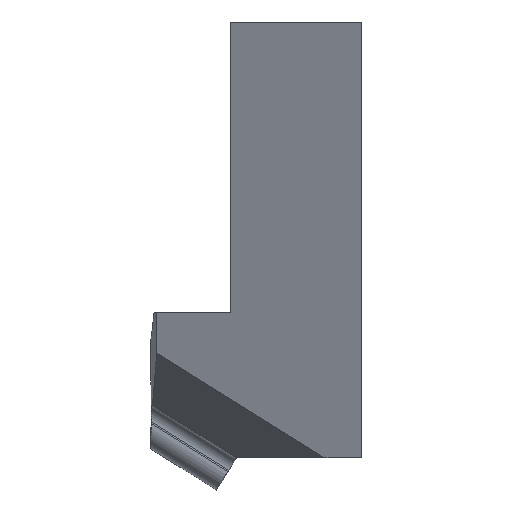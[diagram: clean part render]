
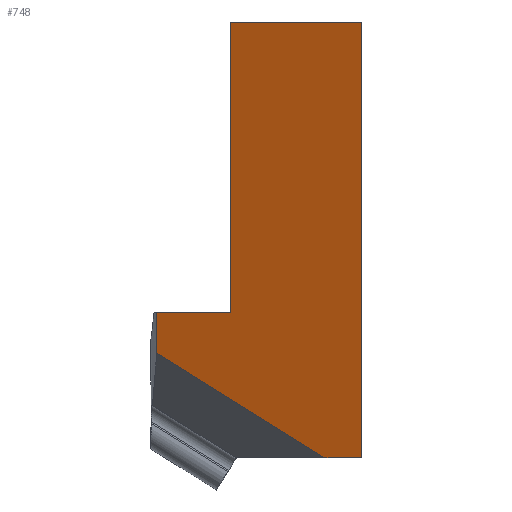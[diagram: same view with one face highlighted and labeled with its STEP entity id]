
A CAD part, left-side view. The second image highlights one B-rep face of the part: STEP entity #748.
In plain terms, the highlighted planar face has unit normal (-0.883, 0.469, 0).
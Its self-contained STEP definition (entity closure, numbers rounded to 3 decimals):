
#45 = CARTESIAN_POINT ( 'NONE',  ( -2.875, 21.811, 5. ) ) ;
#60 = EDGE_CURVE ( 'NONE', #153, #514, #781, .T. ) ;
#76 = CARTESIAN_POINT ( 'NONE',  ( -6.762, 14.501, 15. ) ) ;
#79 = DIRECTION ( 'NONE',  ( 0., 0., 1. ) ) ;
#103 = ORIENTED_EDGE ( 'NONE', *, *, #350, .T. ) ;
#138 = VERTEX_POINT ( 'NONE', #189 ) ;
#153 = VERTEX_POINT ( 'NONE', #919 ) ;
#156 = CARTESIAN_POINT ( 'NONE',  ( -3.019, 21.539, 3.616 ) ) ;
#161 = CARTESIAN_POINT ( 'NONE',  ( -3.019, 21.539, -1.102 ) ) ;
#162 = DIRECTION ( 'NONE',  ( 0.883, -0.469, 0. ) ) ;
#166 = DIRECTION ( 'NONE',  ( 0.469, 0.883, 0. ) ) ;
#174 = ORIENTED_EDGE ( 'NONE', *, *, #566, .F. ) ;
#180 = DIRECTION ( 'NONE',  ( -0.469, -0.883, 0. ) ) ;
#186 = AXIS2_PLACEMENT_3D ( 'NONE', #790, #162, #166 ) ;
#189 = CARTESIAN_POINT ( 'NONE',  ( -4.364, 19.011, 5. ) ) ;
#195 = VERTEX_POINT ( 'NONE', #399 ) ;
#200 = LINE ( 'NONE', #396, #449 ) ;
#217 = EDGE_CURVE ( 'NONE', #138, #699, #678, .T. ) ;
#242 = ORIENTED_EDGE ( 'NONE', *, *, #633, .F. ) ;
#254 = LINE ( 'NONE', #531, #601 ) ;
#280 = CARTESIAN_POINT ( 'NONE',  ( -6.762, 14.501, 0. ) ) ;
#288 = EDGE_CURVE ( 'NONE', #918, #699, #874, .T. ) ;
#336 = DIRECTION ( 'NONE',  ( -0.411, -0.773, -0.483 ) ) ;
#350 = EDGE_CURVE ( 'NONE', #195, #514, #200, .T. ) ;
#361 = PLANE ( 'NONE',  #186 ) ;
#369 = DIRECTION ( 'NONE',  ( 0., 0., 1. ) ) ;
#378 = ORIENTED_EDGE ( 'NONE', *, *, #288, .F. ) ;
#384 = EDGE_CURVE ( 'NONE', #918, #195, #254, .T. ) ;
#396 = CARTESIAN_POINT ( 'NONE',  ( -6.762, 14.501, 0. ) ) ;
#399 = CARTESIAN_POINT ( 'NONE',  ( -6.097, 15.752, 0. ) ) ;
#449 = VECTOR ( 'NONE', #180, 1000. ) ;
#487 = VECTOR ( 'NONE', #79, 1000. ) ;
#501 = VECTOR ( 'NONE', #369, 1000. ) ;
#509 = EDGE_LOOP ( 'NONE', ( #378, #644, #103, #738, #174, #242, #723 ) ) ;
#514 = VERTEX_POINT ( 'NONE', #280 ) ;
#531 = CARTESIAN_POINT ( 'NONE',  ( -3.628, 20.395, 2.901 ) ) ;
#541 = DIRECTION ( 'NONE',  ( 0.469, 0.883, 0. ) ) ;
#566 = EDGE_CURVE ( 'NONE', #758, #153, #571, .T. ) ;
#571 = LINE ( 'NONE', #76, #871 ) ;
#588 = CARTESIAN_POINT ( 'NONE',  ( -6.762, 14.501, 15. ) ) ;
#601 = VECTOR ( 'NONE', #336, 1000. ) ;
#612 = VECTOR ( 'NONE', #852, 1000. ) ;
#633 = EDGE_CURVE ( 'NONE', #138, #758, #703, .T. ) ;
#644 = ORIENTED_EDGE ( 'NONE', *, *, #384, .T. ) ;
#678 = LINE ( 'NONE', #45, #915 ) ;
#699 = VERTEX_POINT ( 'NONE', #862 ) ;
#703 = LINE ( 'NONE', #765, #487 ) ;
#721 = CARTESIAN_POINT ( 'NONE',  ( -4.364, 19.011, 15. ) ) ;
#723 = ORIENTED_EDGE ( 'NONE', *, *, #217, .T. ) ;
#738 = ORIENTED_EDGE ( 'NONE', *, *, #60, .F. ) ;
#748 = ADVANCED_FACE ( 'NONE', ( #807 ), #361, .F. ) ;
#758 = VERTEX_POINT ( 'NONE', #721 ) ;
#765 = CARTESIAN_POINT ( 'NONE',  ( -4.364, 19.011, -9.225 ) ) ;
#781 = LINE ( 'NONE', #588, #612 ) ;
#790 = CARTESIAN_POINT ( 'NONE',  ( -6.762, 14.501, 15. ) ) ;
#807 = FACE_OUTER_BOUND ( 'NONE', #509, .T. ) ;
#852 = DIRECTION ( 'NONE',  ( 0., 0., -1. ) ) ;
#860 = DIRECTION ( 'NONE',  ( -0.469, -0.883, 0. ) ) ;
#862 = CARTESIAN_POINT ( 'NONE',  ( -3.019, 21.539, 5. ) ) ;
#871 = VECTOR ( 'NONE', #860, 1000. ) ;
#874 = LINE ( 'NONE', #161, #501 ) ;
#915 = VECTOR ( 'NONE', #541, 1000. ) ;
#918 = VERTEX_POINT ( 'NONE', #156 ) ;
#919 = CARTESIAN_POINT ( 'NONE',  ( -6.762, 14.501, 15. ) ) ;
